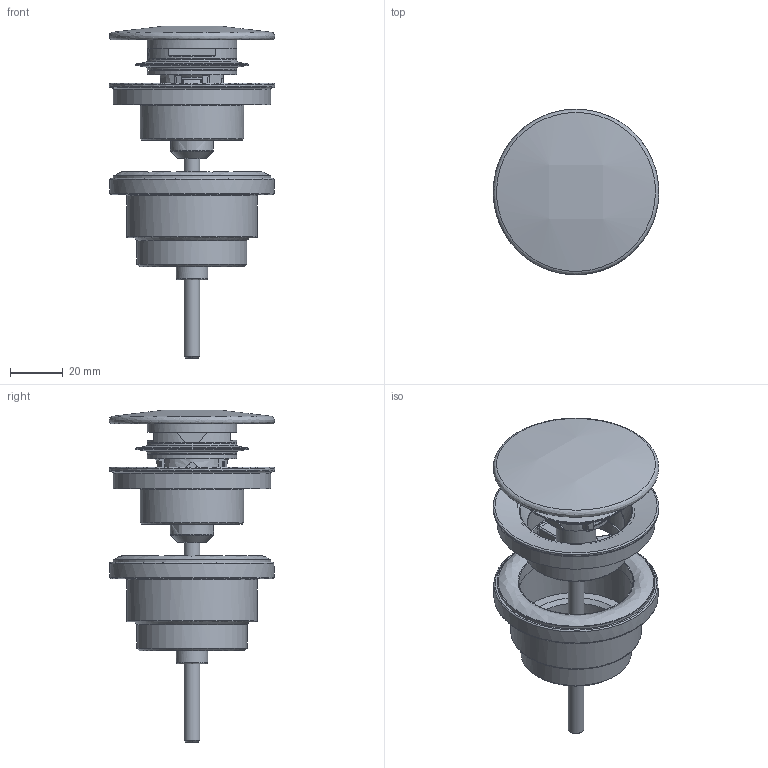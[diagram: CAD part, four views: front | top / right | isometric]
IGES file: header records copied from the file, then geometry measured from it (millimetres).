
Start section: C
Global section: file name: AR710-00 rel1.igs; native system: By Siemens PLM Incorporated; preprocessor: XPlus GENERIC/IGES 26.1.183; author: Author; organization: Title; date: 20250724.123338; units: millimetre
Bounding box: 63 x 62.98 x 126.31 mm (x, y, z)
Volume: 64795.7 mm3; surface area: 60284.5 mm2
Topology: 10 solids, 10 shells, 469 faces, 1233 edges, 803 vertices
Faces by surface type: bspline 469
